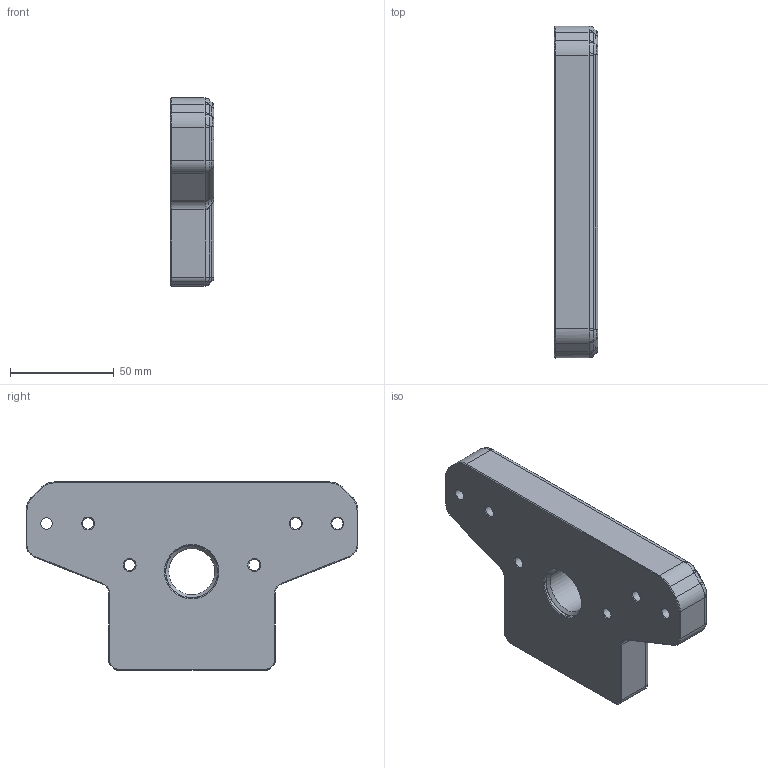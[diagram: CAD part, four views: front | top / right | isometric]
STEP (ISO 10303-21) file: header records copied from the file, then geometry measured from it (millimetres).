
FILE_DESCRIPTION(/* description */ (''),/* implementation_level */ '2;1');
FILE_NAME(/* name */ 'X_Axis_Bearing_Block_x1.step',/* time_stamp */ '2024-04-24T21:15:10-07:00',/* author */ (''),/* organization */ (''),/* preprocessor_version */ 'ST-DEVELOPER v20',/* originating_system */ 'Autodesk Translation Framework v12.20.1.177',/* authorisation */ '');
FILE_SCHEMA (('AUTOMOTIVE_DESIGN { 1 0 10303 214 3 1 1 }'));
Length unit declared in the file: millimetre
Products named in the file (1): X axis Bearing Block
Bounding box: 21 x 159.76 x 90.55 mm (x, y, z)
Volume: 200698.6 mm3; surface area: 33899.2 mm2
Topology: 1 solids, 2 shells, 171 faces, 381 edges, 218 vertices
Faces by surface type: plane 56, cylinder 55, cone 32, bspline 22, sphere 4, torus 2
Full cylindrical faces by diameter (mm): 5.4 x6, 11 x6, 22.2 x1, 25.3 x1, 25.4 x1
Entity records: 5004 total; most frequent: CARTESIAN_POINT 1142, DIRECTION 849, ORIENTED_EDGE 758, EDGE_CURVE 379, AXIS2_PLACEMENT_3D 327, VERTEX_POINT 218, LINE 195, VECTOR 195
